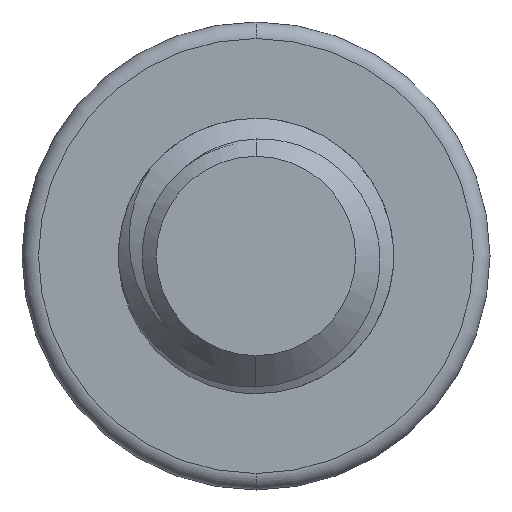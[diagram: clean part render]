
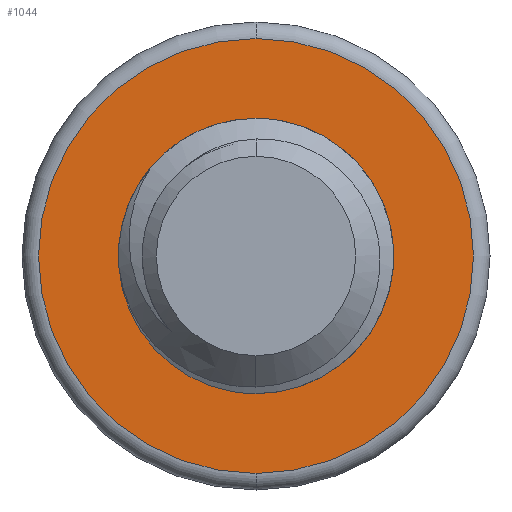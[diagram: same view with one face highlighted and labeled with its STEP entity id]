
A CAD part, front view. The second image highlights one B-rep face of the part: STEP entity #1044.
In plain terms, the highlighted planar face has unit normal (0, -1, 0).
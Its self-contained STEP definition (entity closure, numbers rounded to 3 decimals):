
#42 = CARTESIAN_POINT ( 'NONE',  ( 0., 10., 0. ) ) ;
#94 = CARTESIAN_POINT ( 'NONE',  ( 0., 10., 3.95 ) ) ;
#128 = CARTESIAN_POINT ( 'NONE',  ( -1.749, 10., -1.524 ) ) ;
#130 = CARTESIAN_POINT ( 'NONE',  ( 0.973, 10., 1.857 ) ) ;
#169 = CARTESIAN_POINT ( 'NONE',  ( 1.609, 10., 1.459 ) ) ;
#261 = DIRECTION ( 'NONE',  ( 0., 1., 0. ) ) ;
#262 = DIRECTION ( 'NONE',  ( 0., -1., 0. ) ) ;
#398 = CARTESIAN_POINT ( 'NONE',  ( 2.336, 10., -0.027 ) ) ;
#415 = CARTESIAN_POINT ( 'NONE',  ( -1.219, 10., -2.054 ) ) ;
#418 = B_SPLINE_CURVE_WITH_KNOTS ( 'NONE', 3,
 ( #1916, #130, #3735, #478, #169, #1610, #3164, #1687, #2551, #1669, #398, #745, #2226, #3756, #1302, #700, #1024, #1953 ),
 .UNSPECIFIED., .F., .F.,
 ( 4, 2, 2, 2, 2, 2, 2, 2, 4 ),
 ( 0., 0.001, 0.001, 0.002, 0.002, 0.003, 0.003, 0.004, 0.004 ),
 .UNSPECIFIED. ) ;
#476 = CARTESIAN_POINT ( 'NONE',  ( 0., 10., -2.5 ) ) ;
#478 = CARTESIAN_POINT ( 'NONE',  ( 1.463, 10., 1.581 ) ) ;
#595 = FACE_OUTER_BOUND ( 'NONE', #1925, .T. ) ;
#681 = CARTESIAN_POINT ( 'NONE',  ( 0., 10., 0. ) ) ;
#698 = CARTESIAN_POINT ( 'NONE',  ( 0.791, 10., 1.91 ) ) ;
#700 = CARTESIAN_POINT ( 'NONE',  ( 1.993, 10., -1.467 ) ) ;
#719 = CARTESIAN_POINT ( 'NONE',  ( -0.189, 10., -2.484 ) ) ;
#745 = CARTESIAN_POINT ( 'NONE',  ( 2.336, 10., -0.404 ) ) ;
#764 = CARTESIAN_POINT ( 'NONE',  ( -2.001, 10., 0.625 ) ) ;
#797 = VERTEX_POINT ( 'NONE', #1644 ) ;
#994 = ORIENTED_EDGE ( 'NONE', *, *, #2804, .T. ) ;
#1021 = CARTESIAN_POINT ( 'NONE',  ( -2.068, 10., 0.448 ) ) ;
#1024 = CARTESIAN_POINT ( 'NONE',  ( 1.89, 10., -1.623 ) ) ;
#1044 = ADVANCED_FACE ( 'NONE', ( #595, #1826 ), #2752, .F. ) ;
#1083 = CARTESIAN_POINT ( 'NONE',  ( 0.539, 10., 2.014 ) ) ;
#1182 = CIRCLE ( 'NONE', #2461, 3.95 ) ;
#1186 = CIRCLE ( 'NONE', #3042, 3.95 ) ;
#1299 = CARTESIAN_POINT ( 'NONE',  ( -0.727, 10., -2.33 ) ) ;
#1302 = CARTESIAN_POINT ( 'NONE',  ( 2.162, 10., -1.134 ) ) ;
#1326 = CARTESIAN_POINT ( 'NONE',  ( -1.91, 10., 0.791 ) ) ;
#1347 = CARTESIAN_POINT ( 'NONE',  ( -2.019, 10., -1.028 ) ) ;
#1377 = CIRCLE ( 'NONE', #3165, 2.5 ) ;
#1520 = ORIENTED_EDGE ( 'NONE', *, *, #1845, .T. ) ;
#1545 = CARTESIAN_POINT ( 'NONE',  ( 0., 10., -2.5 ) ) ;
#1610 = CARTESIAN_POINT ( 'NONE',  ( 1.864, 10., 1.185 ) ) ;
#1617 = CARTESIAN_POINT ( 'NONE',  ( 1.768, 10., -1.768 ) ) ;
#1631 = CARTESIAN_POINT ( 'NONE',  ( -1.259, 10., 1.645 ) ) ;
#1644 = CARTESIAN_POINT ( 'NONE',  ( -1.91, 10., 0.791 ) ) ;
#1669 = CARTESIAN_POINT ( 'NONE',  ( 2.315, 10., 0.159 ) ) ;
#1687 = CARTESIAN_POINT ( 'NONE',  ( 2.155, 10., 0.701 ) ) ;
#1713 = B_SPLINE_CURVE_WITH_KNOTS ( 'NONE', 3,
 ( #476, #719, #2591, #1299, #2878, #415, #1951, #3421, #128, #2246, #1347, #3793, #3442, #1932, #2293, #1021, #764, #3162 ),
 .UNSPECIFIED., .F., .F.,
 ( 4, 2, 2, 2, 2, 2, 2, 2, 4 ),
 ( 0., 0.001, 0.001, 0.002, 0.002, 0.003, 0.003, 0.004, 0.004 ),
 .UNSPECIFIED. ) ;
#1797 = EDGE_LOOP ( 'NONE', ( #2959, #994, #3153, #3690 ) ) ;
#1826 = FACE_BOUND ( 'NONE', #1797, .T. ) ;
#1845 = EDGE_CURVE ( 'NONE', #3412, #3115, #1182, .T. ) ;
#1868 = EDGE_CURVE ( 'NONE', #1988, #2519, #418, .T. ) ;
#1891 = AXIS2_PLACEMENT_3D ( 'NONE', #42, #261, #3035 ) ;
#1916 = CARTESIAN_POINT ( 'NONE',  ( 0.791, 10., 1.91 ) ) ;
#1925 = EDGE_LOOP ( 'NONE', ( #1520, #3316 ) ) ;
#1932 = CARTESIAN_POINT ( 'NONE',  ( -2.169, 10., -0.107 ) ) ;
#1951 = CARTESIAN_POINT ( 'NONE',  ( -1.367, 10., -1.937 ) ) ;
#1953 = CARTESIAN_POINT ( 'NONE',  ( 1.768, 10., -1.768 ) ) ;
#1988 = VERTEX_POINT ( 'NONE', #3876 ) ;
#2160 = VERTEX_POINT ( 'NONE', #1545 ) ;
#2224 = CARTESIAN_POINT ( 'NONE',  ( -0.135, 10., 2.067 ) ) ;
#2226 = CARTESIAN_POINT ( 'NONE',  ( 2.314, 10., -0.591 ) ) ;
#2246 = CARTESIAN_POINT ( 'NONE',  ( -1.942, 10., -1.203 ) ) ;
#2293 = CARTESIAN_POINT ( 'NONE',  ( -2.153, 10., 0.079 ) ) ;
#2319 = CARTESIAN_POINT ( 'NONE',  ( 0., 10., 0. ) ) ;
#2438 = CARTESIAN_POINT ( 'NONE',  ( 0., 10., 0. ) ) ;
#2461 = AXIS2_PLACEMENT_3D ( 'NONE', #681, #2593, #3142 ) ;
#2519 = VERTEX_POINT ( 'NONE', #1617 ) ;
#2549 = CARTESIAN_POINT ( 'NONE',  ( -1.651, 10., 1.273 ) ) ;
#2551 = CARTESIAN_POINT ( 'NONE',  ( 2.224, 10., 0.524 ) ) ;
#2559 = CARTESIAN_POINT ( 'NONE',  ( 0., 10., -3.95 ) ) ;
#2591 = CARTESIAN_POINT ( 'NONE',  ( -0.372, 10., -2.447 ) ) ;
#2593 = DIRECTION ( 'NONE',  ( 0., -1., 0. ) ) ;
#2618 = DIRECTION ( 'NONE',  ( 0., 0., 1. ) ) ;
#2659 = DIRECTION ( 'NONE',  ( 0., 0., 1. ) ) ;
#2752 = PLANE ( 'NONE',  #1891 ) ;
#2804 = EDGE_CURVE ( 'NONE', #2519, #2160, #1377, .T. ) ;
#2839 = CARTESIAN_POINT ( 'NONE',  ( 0.273, 10., 2.067 ) ) ;
#2862 = CARTESIAN_POINT ( 'NONE',  ( -1.805, 10., 1.043 ) ) ;
#2878 = CARTESIAN_POINT ( 'NONE',  ( -0.901, 10., -2.25 ) ) ;
#2959 = ORIENTED_EDGE ( 'NONE', *, *, #1868, .T. ) ;
#3035 = DIRECTION ( 'NONE',  ( 0., 0., 1. ) ) ;
#3042 = AXIS2_PLACEMENT_3D ( 'NONE', #2438, #262, #2659 ) ;
#3115 = VERTEX_POINT ( 'NONE', #2559 ) ;
#3139 = CARTESIAN_POINT ( 'NONE',  ( -0.915, 10., 1.859 ) ) ;
#3142 = DIRECTION ( 'NONE',  ( 0., 0., 1. ) ) ;
#3153 = ORIENTED_EDGE ( 'NONE', *, *, #3575, .T. ) ;
#3162 = CARTESIAN_POINT ( 'NONE',  ( -1.91, 10., 0.791 ) ) ;
#3164 = CARTESIAN_POINT ( 'NONE',  ( 1.976, 10., 1.03 ) ) ;
#3165 = AXIS2_PLACEMENT_3D ( 'NONE', #2319, #3517, #2618 ) ;
#3194 = EDGE_CURVE ( 'NONE', #3115, #3412, #1186, .T. ) ;
#3316 = ORIENTED_EDGE ( 'NONE', *, *, #3194, .T. ) ;
#3412 = VERTEX_POINT ( 'NONE', #94 ) ;
#3421 = CARTESIAN_POINT ( 'NONE',  ( -1.633, 10., -1.671 ) ) ;
#3442 = CARTESIAN_POINT ( 'NONE',  ( -2.156, 10., -0.482 ) ) ;
#3467 = CARTESIAN_POINT ( 'NONE',  ( -0.269, 10., 2.054 ) ) ;
#3491 = CARTESIAN_POINT ( 'NONE',  ( -0.665, 10., 1.962 ) ) ;
#3517 = DIRECTION ( 'NONE',  ( 0., 1., 0. ) ) ;
#3554 = EDGE_CURVE ( 'NONE', #797, #1988, #3696, .T. ) ;
#3575 = EDGE_CURVE ( 'NONE', #2160, #797, #1713, .T. ) ;
#3690 = ORIENTED_EDGE ( 'NONE', *, *, #3554, .T. ) ;
#3696 = B_SPLINE_CURVE_WITH_KNOTS ( 'NONE', 3,
 ( #1326, #2862, #2549, #3811, #1631, #3733, #3139, #3491, #3754, #3467, #2224, #2839, #1083, #698 ),
 .UNSPECIFIED., .F., .F.,
 ( 4, 2, 2, 2, 2, 2, 4 ),
 ( 0., 0.001, 0.001, 0.002, 0.002, 0.002, 0.003 ),
 .UNSPECIFIED. ) ;
#3733 = CARTESIAN_POINT ( 'NONE',  ( -1.033, 10., 1.795 ) ) ;
#3735 = CARTESIAN_POINT ( 'NONE',  ( 1.144, 10., 1.78 ) ) ;
#3754 = CARTESIAN_POINT ( 'NONE',  ( -0.533, 10., 2.002 ) ) ;
#3756 = CARTESIAN_POINT ( 'NONE',  ( 2.227, 10., -0.955 ) ) ;
#3793 = CARTESIAN_POINT ( 'NONE',  ( -2.125, 10., -0.67 ) ) ;
#3811 = CARTESIAN_POINT ( 'NONE',  ( -1.365, 10., 1.558 ) ) ;
#3876 = CARTESIAN_POINT ( 'NONE',  ( 0.791, 10., 1.91 ) ) ;
